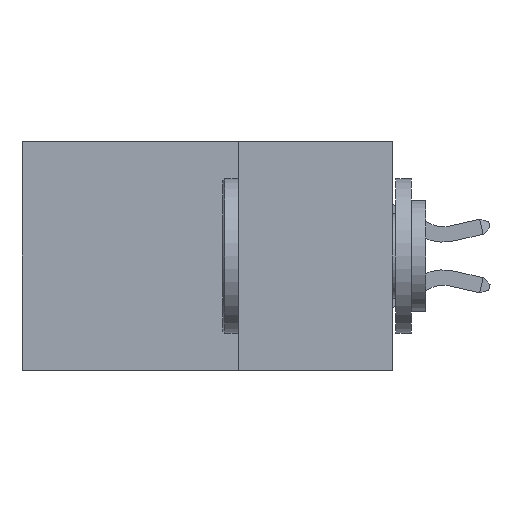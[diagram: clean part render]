
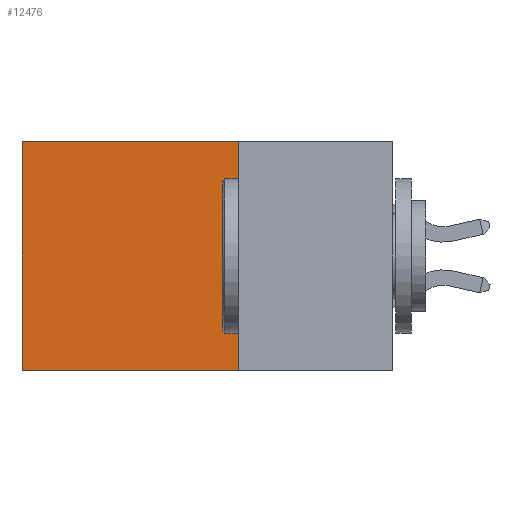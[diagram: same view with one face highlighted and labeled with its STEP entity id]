
A CAD part, left-side view. The second image highlights one B-rep face of the part: STEP entity #12476.
In plain terms, the highlighted planar face has unit normal (-1, 0, 0).
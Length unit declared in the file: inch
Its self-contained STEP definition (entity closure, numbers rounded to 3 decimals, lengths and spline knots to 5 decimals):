
#839 = VECTOR ( 'NONE', #27251, 39.37008 ) ;
#1417 = EDGE_LOOP ( 'NONE', ( #3277, #7803, #10555, #1676 ) ) ;
#1676 = ORIENTED_EDGE ( 'NONE', *, *, #8931, .T. ) ;
#2302 = VECTOR ( 'NONE', #14683, 39.37008 ) ;
#3277 = ORIENTED_EDGE ( 'NONE', *, *, #4244, .T. ) ;
#4091 = PLANE ( 'NONE',  #16023 ) ;
#4244 = EDGE_CURVE ( 'NONE', #20784, #9567, #8988, .T. ) ;
#5978 = DIRECTION ( 'NONE',  ( 0., 1., 0. ) ) ;
#6208 = VERTEX_POINT ( 'NONE', #22014 ) ;
#6606 = LINE ( 'NONE', #18069, #7749 ) ;
#7749 = VECTOR ( 'NONE', #5978, 39.37008 ) ;
#7803 = ORIENTED_EDGE ( 'NONE', *, *, #11878, .F. ) ;
#7902 = LINE ( 'NONE', #18214, #839 ) ;
#8931 = EDGE_CURVE ( 'NONE', #6208, #20784, #10540, .T. ) ;
#8988 = LINE ( 'NONE', #14582, #2302 ) ;
#9456 = EDGE_CURVE ( 'NONE', #6208, #25773, #7902, .T. ) ;
#9567 = VERTEX_POINT ( 'NONE', #26506 ) ;
#10540 = LINE ( 'NONE', #23318, #29678 ) ;
#10555 = ORIENTED_EDGE ( 'NONE', *, *, #9456, .F. ) ;
#11045 = FACE_OUTER_BOUND ( 'NONE', #1417, .T. ) ;
#11845 = CARTESIAN_POINT ( 'NONE',  ( 0.2875, 0.25, -0.37 ) ) ;
#11878 = EDGE_CURVE ( 'NONE', #25773, #9567, #6606, .T. ) ;
#12476 = ADVANCED_FACE ( 'NONE', ( #11045 ), #4091, .F. ) ;
#13520 = DIRECTION ( 'NONE',  ( 0., 0., -1. ) ) ;
#14582 = CARTESIAN_POINT ( 'NONE',  ( 0.2875, 0.6, 0. ) ) ;
#14683 = DIRECTION ( 'NONE',  ( 0., 0., -1. ) ) ;
#15289 = CARTESIAN_POINT ( 'NONE',  ( 0.2875, 0.6, 0. ) ) ;
#16023 = AXIS2_PLACEMENT_3D ( 'NONE', #30172, #18450, #13520 ) ;
#18069 = CARTESIAN_POINT ( 'NONE',  ( 0.2875, 0.25, -0.37 ) ) ;
#18214 = CARTESIAN_POINT ( 'NONE',  ( 0.2875, 0.25, 0. ) ) ;
#18450 = DIRECTION ( 'NONE',  ( 1., 0., 0. ) ) ;
#20784 = VERTEX_POINT ( 'NONE', #15289 ) ;
#22014 = CARTESIAN_POINT ( 'NONE',  ( 0.2875, 0.25, 0. ) ) ;
#23318 = CARTESIAN_POINT ( 'NONE',  ( 0.2875, 0.25, 0. ) ) ;
#25773 = VERTEX_POINT ( 'NONE', #11845 ) ;
#26506 = CARTESIAN_POINT ( 'NONE',  ( 0.2875, 0.6, -0.37 ) ) ;
#27251 = DIRECTION ( 'NONE',  ( 0., 0., -1. ) ) ;
#28024 = DIRECTION ( 'NONE',  ( 0., 1., 0. ) ) ;
#29678 = VECTOR ( 'NONE', #28024, 39.37008 ) ;
#30172 = CARTESIAN_POINT ( 'NONE',  ( 0.2875, 0.25, 0. ) ) ;
